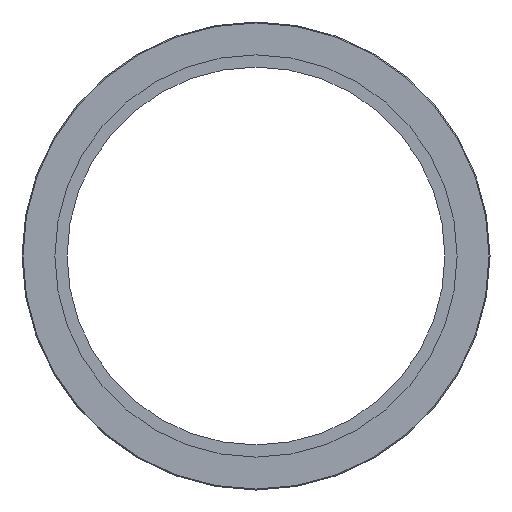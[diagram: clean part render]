
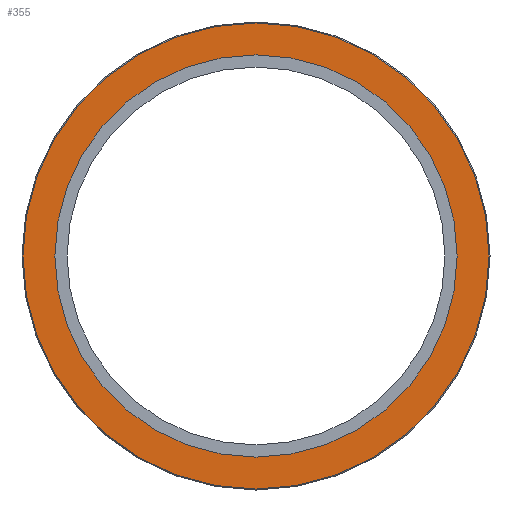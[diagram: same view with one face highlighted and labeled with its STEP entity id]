
A CAD part, left-side view. The second image highlights one B-rep face of the part: STEP entity #355.
In plain terms, the highlighted planar face has unit normal (-1, 0, 0).
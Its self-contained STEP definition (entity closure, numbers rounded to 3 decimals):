
#18=FACE_BOUND('',#80,.T.);
#24=PLANE('',#411);
#59=FACE_OUTER_BOUND('',#79,.T.);
#79=EDGE_LOOP('',(#269));
#80=EDGE_LOOP('',(#270,#271));
#109=CIRCLE('',#404,184.25);
#115=CIRCLE('',#412,159.);
#116=CIRCLE('',#413,159.);
#153=VERTEX_POINT('',#619);
#159=VERTEX_POINT('',#635);
#160=VERTEX_POINT('',#636);
#196=EDGE_CURVE('',#153,#153,#109,.T.);
#204=EDGE_CURVE('',#159,#160,#115,.T.);
#205=EDGE_CURVE('',#160,#159,#116,.T.);
#269=ORIENTED_EDGE('',*,*,#196,.F.);
#270=ORIENTED_EDGE('',*,*,#204,.F.);
#271=ORIENTED_EDGE('',*,*,#205,.F.);
#355=ADVANCED_FACE('',(#59,#18),#24,.T.);
#404=AXIS2_PLACEMENT_3D('',#620,#486,#487);
#411=AXIS2_PLACEMENT_3D('',#634,#502,#503);
#412=AXIS2_PLACEMENT_3D('',#637,#504,#505);
#413=AXIS2_PLACEMENT_3D('',#638,#506,#507);
#486=DIRECTION('center_axis',(1.,0.,0.));
#487=DIRECTION('ref_axis',(0.,1.,0.));
#502=DIRECTION('center_axis',(-1.,0.,0.));
#503=DIRECTION('ref_axis',(0.,0.,1.));
#504=DIRECTION('center_axis',(-1.,0.,0.));
#505=DIRECTION('ref_axis',(0.,0.,1.));
#506=DIRECTION('center_axis',(-1.,0.,0.));
#507=DIRECTION('ref_axis',(0.,0.,1.));
#619=CARTESIAN_POINT('',(-100.,-31.85,0.));
#620=CARTESIAN_POINT('Origin',(-100.,152.4,0.));
#634=CARTESIAN_POINT('Origin',(-100.,-6.6,0.));
#635=CARTESIAN_POINT('',(-100.,-6.6,0.));
#636=CARTESIAN_POINT('',(-100.,311.4,0.));
#637=CARTESIAN_POINT('Origin',(-100.,152.4,0.));
#638=CARTESIAN_POINT('Origin',(-100.,152.4,0.));
